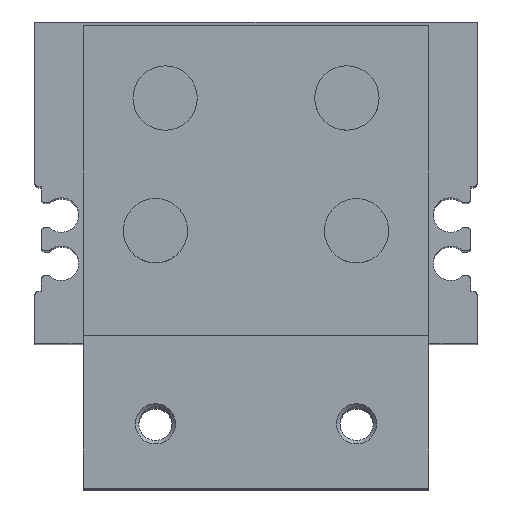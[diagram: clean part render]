
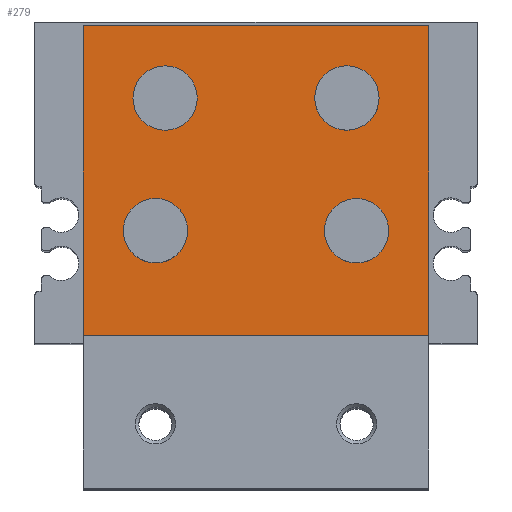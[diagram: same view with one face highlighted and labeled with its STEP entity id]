
A CAD part, top view. The second image highlights one B-rep face of the part: STEP entity #279.
In plain terms, the highlighted planar face has unit normal (0, 0, 1).
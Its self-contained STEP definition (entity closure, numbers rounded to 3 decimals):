
#279 = ADVANCED_FACE( '', ( #543, #544, #545, #546, #547 ), #548, .F. );
#543 = FACE_BOUND( '', #861, .T. );
#544 = FACE_BOUND( '', #862, .T. );
#545 = FACE_BOUND( '', #863, .T. );
#546 = FACE_BOUND( '', #864, .T. );
#547 = FACE_OUTER_BOUND( '', #865, .T. );
#548 = PLANE( '', #866 );
#861 = EDGE_LOOP( '', ( #1635 ) );
#862 = EDGE_LOOP( '', ( #1636 ) );
#863 = EDGE_LOOP( '', ( #1637 ) );
#864 = EDGE_LOOP( '', ( #1638 ) );
#865 = EDGE_LOOP( '', ( #1639, #1640, #1641, #1642 ) );
#866 = AXIS2_PLACEMENT_3D( '', #1643, #1644, #1645 );
#1635 = ORIENTED_EDGE( '', *, *, #2025, .F. );
#1636 = ORIENTED_EDGE( '', *, *, #2026, .F. );
#1637 = ORIENTED_EDGE( '', *, *, #2027, .F. );
#1638 = ORIENTED_EDGE( '', *, *, #2028, .F. );
#1639 = ORIENTED_EDGE( '', *, *, #2029, .T. );
#1640 = ORIENTED_EDGE( '', *, *, #2030, .F. );
#1641 = ORIENTED_EDGE( '', *, *, #2012, .F. );
#1642 = ORIENTED_EDGE( '', *, *, #2009, .T. );
#1643 = CARTESIAN_POINT( '', ( 43., 38.5, 0. ) );
#1644 = DIRECTION( '', ( 0., 0., -1. ) );
#1645 = DIRECTION( '', ( -1., 0., 0. ) );
#2009 = EDGE_CURVE( '', #2391, #2389, #2392, .T. );
#2012 = EDGE_CURVE( '', #2391, #2396, #2397, .T. );
#2025 = EDGE_CURVE( '', #2420, #2420, #2421, .F. );
#2026 = EDGE_CURVE( '', #2422, #2422, #2423, .F. );
#2027 = EDGE_CURVE( '', #2424, #2424, #2425, .T. );
#2028 = EDGE_CURVE( '', #2426, #2426, #2427, .T. );
#2029 = EDGE_CURVE( '', #2389, #2428, #2429, .T. );
#2030 = EDGE_CURVE( '', #2396, #2428, #2430, .T. );
#2389 = VERTEX_POINT( '', #2927 );
#2391 = VERTEX_POINT( '', #2930 );
#2392 = LINE( '', #2931, #2932 );
#2396 = VERTEX_POINT( '', #2938 );
#2397 = LINE( '', #2939, #2940 );
#2420 = VERTEX_POINT( '', #2969 );
#2421 = CIRCLE( '', #2970, 4. );
#2422 = VERTEX_POINT( '', #2971 );
#2423 = CIRCLE( '', #2972, 4. );
#2424 = VERTEX_POINT( '', #2973 );
#2425 = CIRCLE( '', #2974, 4. );
#2426 = VERTEX_POINT( '', #2975 );
#2427 = CIRCLE( '', #2976, 4. );
#2428 = VERTEX_POINT( '', #2977 );
#2429 = LINE( '', #2978, #2979 );
#2430 = LINE( '', #2980, #2981 );
#2927 = CARTESIAN_POINT( '', ( 0., 38.5, 0. ) );
#2930 = CARTESIAN_POINT( '', ( 43., 38.5, 0. ) );
#2931 = CARTESIAN_POINT( '', ( 43., 38.5, 0. ) );
#2932 = VECTOR( '', #3377, 1000. );
#2938 = CARTESIAN_POINT( '', ( 43., 0., 0. ) );
#2939 = CARTESIAN_POINT( '', ( 43., 38.5, 0. ) );
#2940 = VECTOR( '', #3380, 1000. );
#2969 = CARTESIAN_POINT( '', ( 6.2, 29.5, 0. ) );
#2970 = AXIS2_PLACEMENT_3D( '', #3405, #3406, #3407 );
#2971 = CARTESIAN_POINT( '', ( 30., 13., 0. ) );
#2972 = AXIS2_PLACEMENT_3D( '', #3408, #3409, #3410 );
#2973 = CARTESIAN_POINT( '', ( 36.8, 29.5, 0. ) );
#2974 = AXIS2_PLACEMENT_3D( '', #3411, #3412, #3413 );
#2975 = CARTESIAN_POINT( '', ( 13., 13., 0. ) );
#2976 = AXIS2_PLACEMENT_3D( '', #3414, #3415, #3416 );
#2977 = CARTESIAN_POINT( '', ( 0., 0., 0. ) );
#2978 = CARTESIAN_POINT( '', ( 0., 38.5, 0. ) );
#2979 = VECTOR( '', #3417, 1000. );
#2980 = CARTESIAN_POINT( '', ( 43., 0., 0. ) );
#2981 = VECTOR( '', #3418, 1000. );
#3377 = DIRECTION( '', ( -1., 0., 0. ) );
#3380 = DIRECTION( '', ( 0., -1., 0. ) );
#3405 = CARTESIAN_POINT( '', ( 10.2, 29.5, 0. ) );
#3406 = DIRECTION( '', ( 0., 0., -1. ) );
#3407 = DIRECTION( '', ( -1., 0., 0. ) );
#3408 = CARTESIAN_POINT( '', ( 34., 13., 0. ) );
#3409 = DIRECTION( '', ( 0., 0., -1. ) );
#3410 = DIRECTION( '', ( -1., 0., 0. ) );
#3411 = CARTESIAN_POINT( '', ( 32.8, 29.5, 0. ) );
#3412 = DIRECTION( '', ( 0., 0., 1. ) );
#3413 = DIRECTION( '', ( 1., 0., 0. ) );
#3414 = CARTESIAN_POINT( '', ( 9., 13., 0. ) );
#3415 = DIRECTION( '', ( 0., 0., 1. ) );
#3416 = DIRECTION( '', ( 1., 0., 0. ) );
#3417 = DIRECTION( '', ( 0., -1., 0. ) );
#3418 = DIRECTION( '', ( -1., 0., 0. ) );
